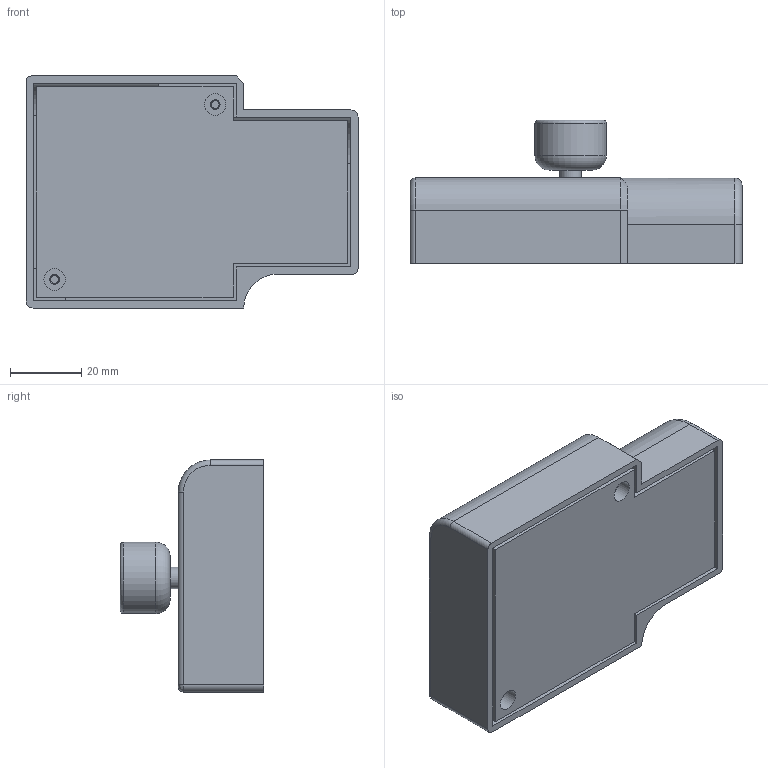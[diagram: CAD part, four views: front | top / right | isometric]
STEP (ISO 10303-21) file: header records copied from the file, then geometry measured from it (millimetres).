
FILE_DESCRIPTION(/* description */ (''),/* implementation_level */ '2;1');
FILE_NAME(/* name */ 'USBHID multimedia pilot.step',/* time_stamp */ '2020-03-15T19:30:55+01:00',/* author */ (''),/* organization */ (''),/* preprocessor_version */ 'ST-DEVELOPER v18',/* originating_system */ 'Autodesk Translation Framework v8.12.0.6',/* authorisation */ '');
FILE_SCHEMA (('AUTOMOTIVE_DESIGN { 1 0 10303 214 3 1 1 }'));
Length unit declared in the file: millimetre
Products named in the file (17): prototyp; PCB Board; MultimediaPilot; COMPOUND; RKJXT1F42001; STM32F103C8T6_Blue_Pill v6; S v1; STM32F103C8T6_BluePill_Board v6; Oscillator_MC-306 v3; STM32_LQFP48 v3; Tactile_SMD_5x5mm v1; micro_usb_socket v1; Header_L4_10x4; Header_Male_2x3x11; Lower; Upper; Dial
Assembly tree (16 placements, depth 4):
  prototyp
    PCB Board
      MultimediaPilot
        COMPOUND
      RKJXT1F42001
      STM32F103C8T6_Blue_Pill v6
        S v1
        STM32F103C8T6_BluePill_Board v6
        Oscillator_MC-306 v3
        STM32_LQFP48 v3
        Tactile_SMD_5x5mm v1
        micro_usb_socket v1
        Header_L4_10x4
        Header_Male_2x3x11
    Lower
    Upper
    Dial
Bounding box: 93 x 40.24 x 65 mm (x, y, z)
Volume: 56256.1 mm3; surface area: 49895.1 mm2
Topology: 33 solids, 33 shells, 1654 faces, 4400 edges, 2837 vertices
Faces by surface type: plane 1281, cylinder 349, bspline 12, cone 6, torus 6
Full cylindrical faces by diameter (mm): 0.43 x2, 1 x26, 1.1 x1, 1.27 x50, 2 x2, 2.2 x4, 2.5 x1, 2.7 x6, 6 x3, 7.2 x1, 15 x1, 20 x1
Entity records: 52498 total; most frequent: CARTESIAN_POINT 9299, ORIENTED_EDGE 8800, DIRECTION 8548, EDGE_CURVE 4400, LINE 3560, VECTOR 3560, VERTEX_POINT 2837, AXIS2_PLACEMENT_3D 2494
